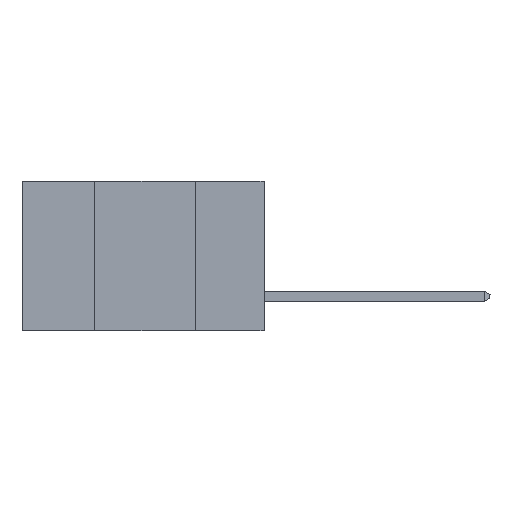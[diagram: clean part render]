
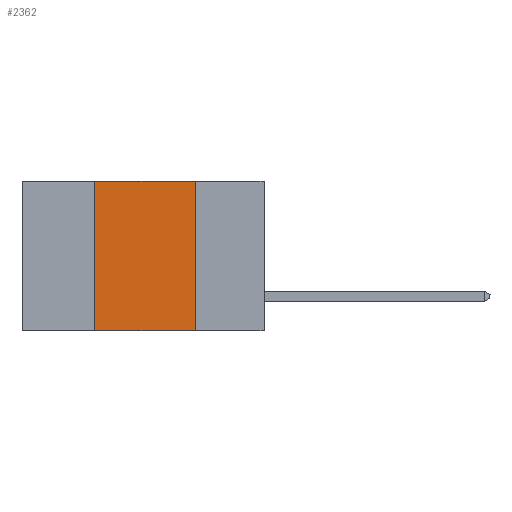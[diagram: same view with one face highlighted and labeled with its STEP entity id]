
A CAD part, left-side view. The second image highlights one B-rep face of the part: STEP entity #2362.
In plain terms, the highlighted planar face has unit normal (-1, 0, 0).
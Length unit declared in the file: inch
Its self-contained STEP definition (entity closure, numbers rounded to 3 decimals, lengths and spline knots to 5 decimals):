
#589 = EDGE_CURVE ( 'NONE', #4759, #11783, #16498, .T. ) ;
#865 = LINE ( 'NONE', #6185, #2721 ) ;
#2362 = ADVANCED_FACE ( 'NONE', ( #7937 ), #13197, .F. ) ;
#2567 = DIRECTION ( 'NONE',  ( 1., 0., 0. ) ) ;
#2718 = DIRECTION ( 'NONE',  ( 0., 0., -1. ) ) ;
#2721 = VECTOR ( 'NONE', #11462, 39.37008 ) ;
#3315 = CARTESIAN_POINT ( 'NONE',  ( 0., 0.42, 0. ) ) ;
#4759 = VERTEX_POINT ( 'NONE', #11420 ) ;
#5022 = VERTEX_POINT ( 'NONE', #7086 ) ;
#5154 = CARTESIAN_POINT ( 'NONE',  ( 0., 0.6, -0.37 ) ) ;
#6185 = CARTESIAN_POINT ( 'NONE',  ( 0., 0.17, -0.37 ) ) ;
#6450 = DIRECTION ( 'NONE',  ( 0., 0., 1. ) ) ;
#6552 = DIRECTION ( 'NONE',  ( 0., -1., 0. ) ) ;
#6891 = EDGE_CURVE ( 'NONE', #5022, #12555, #865, .T. ) ;
#7030 = DIRECTION ( 'NONE',  ( 0., -1., 0. ) ) ;
#7086 = CARTESIAN_POINT ( 'NONE',  ( 0., 0.17, 0. ) ) ;
#7937 = FACE_OUTER_BOUND ( 'NONE', #10867, .T. ) ;
#8797 = AXIS2_PLACEMENT_3D ( 'NONE', #14326, #2567, #2718 ) ;
#8877 = EDGE_CURVE ( 'NONE', #11783, #5022, #13598, .T. ) ;
#10843 = CARTESIAN_POINT ( 'NONE',  ( 0., 0.6, 0. ) ) ;
#10867 = EDGE_LOOP ( 'NONE', ( #12975, #11798, #11597, #13281 ) ) ;
#11172 = EDGE_CURVE ( 'NONE', #4759, #12555, #14260, .T. ) ;
#11420 = CARTESIAN_POINT ( 'NONE',  ( 0., 0.42, -0.37 ) ) ;
#11462 = DIRECTION ( 'NONE',  ( 0., 0., -1. ) ) ;
#11597 = ORIENTED_EDGE ( 'NONE', *, *, #589, .F. ) ;
#11783 = VERTEX_POINT ( 'NONE', #3315 ) ;
#11798 = ORIENTED_EDGE ( 'NONE', *, *, #8877, .F. ) ;
#12555 = VERTEX_POINT ( 'NONE', #14543 ) ;
#12847 = VECTOR ( 'NONE', #6450, 39.37008 ) ;
#12975 = ORIENTED_EDGE ( 'NONE', *, *, #6891, .F. ) ;
#13197 = PLANE ( 'NONE',  #8797 ) ;
#13215 = VECTOR ( 'NONE', #7030, 39.37008 ) ;
#13223 = VECTOR ( 'NONE', #6552, 39.37008 ) ;
#13281 = ORIENTED_EDGE ( 'NONE', *, *, #11172, .T. ) ;
#13598 = LINE ( 'NONE', #10843, #13215 ) ;
#14260 = LINE ( 'NONE', #5154, #13223 ) ;
#14326 = CARTESIAN_POINT ( 'NONE',  ( 0., 0.6, 0. ) ) ;
#14543 = CARTESIAN_POINT ( 'NONE',  ( 0., 0.17, -0.37 ) ) ;
#15800 = CARTESIAN_POINT ( 'NONE',  ( 0., 0.42, -0.37 ) ) ;
#16498 = LINE ( 'NONE', #15800, #12847 ) ;
